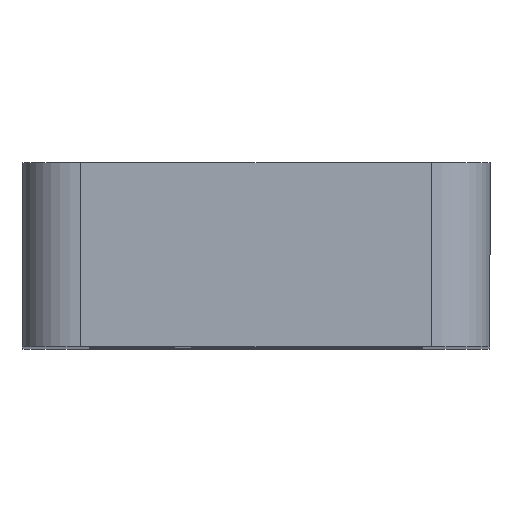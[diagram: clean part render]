
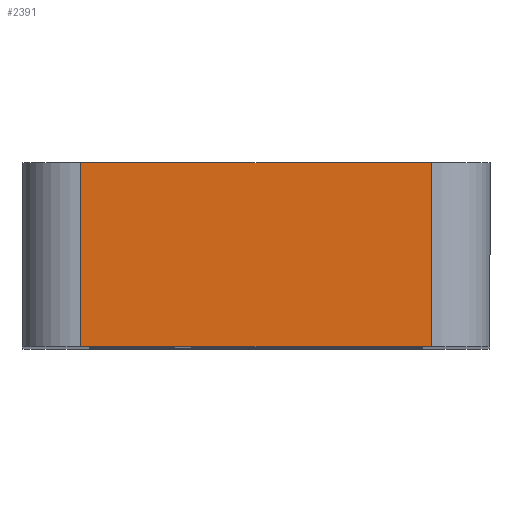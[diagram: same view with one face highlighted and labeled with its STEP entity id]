
A CAD part, top view. The second image highlights one B-rep face of the part: STEP entity #2391.
In plain terms, the highlighted planar face has unit normal (0, 0, 1).
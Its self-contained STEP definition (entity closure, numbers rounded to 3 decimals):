
#206=FACE_OUTER_BOUND('',#339,.T.);
#339=EDGE_LOOP('',(#1903,#1904,#1905,#1906));
#603=LINE('',#3896,#880);
#604=LINE('',#3898,#881);
#605=LINE('',#3900,#882);
#606=LINE('',#3901,#883);
#880=VECTOR('',#2914,10.);
#881=VECTOR('',#2915,10.);
#882=VECTOR('',#2916,10.);
#883=VECTOR('',#2917,10.);
#1144=VERTEX_POINT('',#3894);
#1145=VERTEX_POINT('',#3895);
#1146=VERTEX_POINT('',#3897);
#1147=VERTEX_POINT('',#3899);
#1439=EDGE_CURVE('',#1144,#1145,#603,.T.);
#1440=EDGE_CURVE('',#1144,#1146,#604,.T.);
#1441=EDGE_CURVE('',#1147,#1146,#605,.T.);
#1442=EDGE_CURVE('',#1145,#1147,#606,.T.);
#1903=ORIENTED_EDGE('',*,*,#1439,.F.);
#1904=ORIENTED_EDGE('',*,*,#1440,.T.);
#1905=ORIENTED_EDGE('',*,*,#1441,.F.);
#1906=ORIENTED_EDGE('',*,*,#1442,.F.);
#2281=PLANE('',#2530);
#2391=ADVANCED_FACE('',(#206),#2281,.T.);
#2530=AXIS2_PLACEMENT_3D('',#3893,#2912,#2913);
#2912=DIRECTION('center_axis',(0.,0.,1.));
#2913=DIRECTION('ref_axis',(1.,0.,0.));
#2914=DIRECTION('',(0.,1.,0.));
#2915=DIRECTION('',(1.,0.,0.));
#2916=DIRECTION('',(0.,-1.,0.));
#2917=DIRECTION('',(1.,0.,0.));
#3893=CARTESIAN_POINT('Origin',(-40.,0.,0.));
#3894=CARTESIAN_POINT('',(-35.,0.,0.));
#3895=CARTESIAN_POINT('',(-35.,15.75,0.));
#3896=CARTESIAN_POINT('',(-35.,0.,0.));
#3897=CARTESIAN_POINT('',(-5.,0.,0.));
#3898=CARTESIAN_POINT('',(-40.,0.,0.));
#3899=CARTESIAN_POINT('',(-5.,15.75,0.));
#3900=CARTESIAN_POINT('',(-5.,0.,0.));
#3901=CARTESIAN_POINT('',(-35.,15.75,0.));
